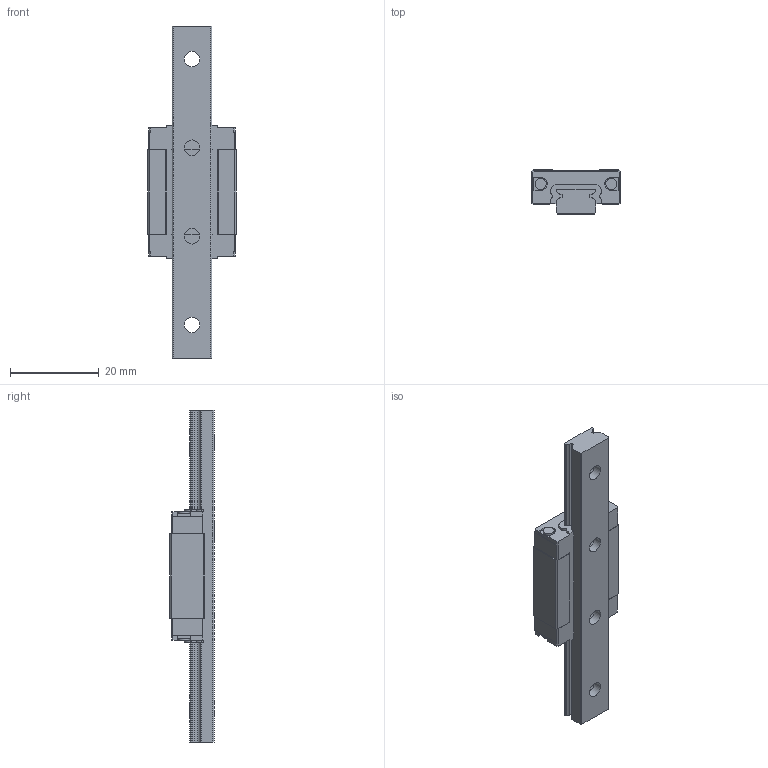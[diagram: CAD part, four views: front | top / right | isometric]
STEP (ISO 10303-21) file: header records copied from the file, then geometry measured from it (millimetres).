
FILE_DESCRIPTION(/* description */ ('STEP AP214'),/* implementation_level */ '2;1');
FILE_NAME(/* name */ 'SSEBZ10-75',/* time_stamp */ '2024-12-23T13:21:51+01:00',/* author */ ('License CC BY-ND 4.0'),/* organization */ ('CADENAS'),/* preprocessor_version */ 'ST-DEVELOPER v19.3',/* originating_system */ 'PARTsolutions',/* authorisation */ ' ');
FILE_SCHEMA (('AUTOMOTIVE_DESIGN {1 0 10303 214 3 1 1}'));
Length unit declared in the file: millimetre
Products named in the file (3): SSEBZ10-75; SSEBZ10-75_r; SSEBZ10_b
Assembly tree (2 placements, depth 2):
  SSEBZ10-75
    SSEBZ10-75_r
    SSEBZ10_b
Bounding box: 20 x 10 x 75 mm (x, y, z)
Volume: 6477.5 mm3; surface area: 5180.7 mm2
Topology: 2 solids, 2 shells, 270 faces, 772 edges, 514 vertices
Faces by surface type: plane 202, cylinder 60, cone 8
Full cylindrical faces by diameter (mm): 2.459 x4, 2.5 x4, 3.5 x4, 6 x4
Entity records: 8641 total; most frequent: CARTESIAN_POINT 1519, ORIENTED_EDGE 1476, DIRECTION 1408, EDGE_CURVE 738, LINE 614, VECTOR 614, VERTEX_POINT 508, AXIS2_PLACEMENT_3D 397
